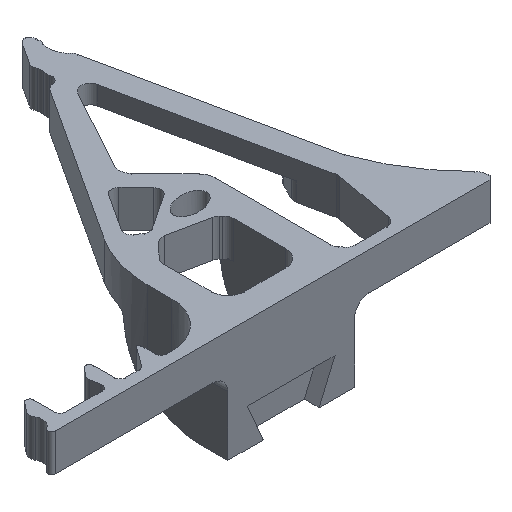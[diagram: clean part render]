
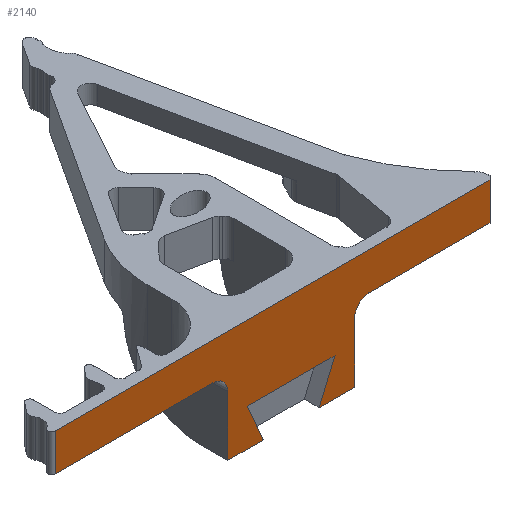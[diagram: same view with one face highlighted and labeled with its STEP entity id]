
A CAD part, isometric view. The second image highlights one B-rep face of the part: STEP entity #2140.
In plain terms, the highlighted planar face has unit normal (0, -1, 0).
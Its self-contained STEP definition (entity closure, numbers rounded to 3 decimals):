
#52=PLANE('',#2309);
#113=FACE_OUTER_BOUND('',#226,.T.);
#226=EDGE_LOOP('',(#1583,#1584,#1585,#1586,#1587,#1588,#1589,#1590,#1591,
#1592,#1593,#1594,#1595,#1596));
#339=LINE('',#3164,#548);
#354=LINE('',#3235,#563);
#360=LINE('',#3264,#569);
#387=LINE('',#3396,#596);
#403=LINE('',#3461,#612);
#406=LINE('',#3467,#615);
#409=LINE('',#3471,#618);
#410=LINE('',#3475,#619);
#411=LINE('',#3476,#620);
#412=LINE('',#3477,#621);
#413=LINE('',#3478,#622);
#414=LINE('',#3479,#623);
#548=VECTOR('',#2484,10.);
#563=VECTOR('',#2529,10.);
#569=VECTOR('',#2543,10.);
#596=VECTOR('',#2636,10.);
#612=VECTOR('',#2682,10.);
#615=VECTOR('',#2687,10.);
#618=VECTOR('',#2692,10.);
#619=VECTOR('',#2695,10.);
#620=VECTOR('',#2696,1.);
#621=VECTOR('',#2697,10.);
#622=VECTOR('',#2698,10.);
#623=VECTOR('',#2699,10.);
#750=CIRCLE('',#2244,4.);
#759=CIRCLE('',#2256,4.);
#862=VERTEX_POINT('',#3161);
#863=VERTEX_POINT('',#3163);
#870=VERTEX_POINT('',#3178);
#890=VERTEX_POINT('',#3233);
#893=VERTEX_POINT('',#3249);
#894=VERTEX_POINT('',#3251);
#899=VERTEX_POINT('',#3262);
#943=VERTEX_POINT('',#3395);
#970=VERTEX_POINT('',#3459);
#971=VERTEX_POINT('',#3460);
#972=VERTEX_POINT('',#3465);
#973=VERTEX_POINT('',#3466);
#974=VERTEX_POINT('',#3473);
#975=VERTEX_POINT('',#3474);
#1086=EDGE_CURVE('',#863,#862,#339,.T.);
#1094=EDGE_CURVE('',#870,#862,#750,.T.);
#1116=EDGE_CURVE('',#890,#870,#354,.T.);
#1119=EDGE_CURVE('',#893,#894,#759,.T.);
#1125=EDGE_CURVE('',#899,#893,#360,.T.);
#1180=EDGE_CURVE('',#894,#943,#387,.T.);
#1209=EDGE_CURVE('',#970,#971,#403,.T.);
#1212=EDGE_CURVE('',#972,#973,#406,.T.);
#1215=EDGE_CURVE('',#971,#972,#409,.T.);
#1216=EDGE_CURVE('',#974,#975,#410,.T.);
#1217=EDGE_CURVE('',#943,#974,#411,.T.);
#1218=EDGE_CURVE('',#899,#970,#412,.T.);
#1219=EDGE_CURVE('',#863,#973,#413,.T.);
#1220=EDGE_CURVE('',#975,#890,#414,.T.);
#1583=ORIENTED_EDGE('',*,*,#1216,.F.);
#1584=ORIENTED_EDGE('',*,*,#1217,.F.);
#1585=ORIENTED_EDGE('',*,*,#1180,.F.);
#1586=ORIENTED_EDGE('',*,*,#1119,.F.);
#1587=ORIENTED_EDGE('',*,*,#1125,.F.);
#1588=ORIENTED_EDGE('',*,*,#1218,.T.);
#1589=ORIENTED_EDGE('',*,*,#1209,.T.);
#1590=ORIENTED_EDGE('',*,*,#1215,.T.);
#1591=ORIENTED_EDGE('',*,*,#1212,.T.);
#1592=ORIENTED_EDGE('',*,*,#1219,.F.);
#1593=ORIENTED_EDGE('',*,*,#1086,.T.);
#1594=ORIENTED_EDGE('',*,*,#1094,.F.);
#1595=ORIENTED_EDGE('',*,*,#1116,.F.);
#1596=ORIENTED_EDGE('',*,*,#1220,.F.);
#2140=ADVANCED_FACE('',(#113),#52,.T.);
#2244=AXIS2_PLACEMENT_3D('',#3180,#2497,#2498);
#2256=AXIS2_PLACEMENT_3D('',#3252,#2533,#2534);
#2309=AXIS2_PLACEMENT_3D('',#3472,#2693,#2694);
#2484=DIRECTION('',(0.,0.,1.));
#2497=DIRECTION('center_axis',(0.,-1.,0.));
#2498=DIRECTION('ref_axis',(-0.707,0.,0.707));
#2529=DIRECTION('',(-1.,0.,0.));
#2533=DIRECTION('center_axis',(0.,-1.,0.));
#2534=DIRECTION('ref_axis',(0.707,0.,0.707));
#2543=DIRECTION('',(0.,0.,1.));
#2636=DIRECTION('',(-1.,0.,0.));
#2682=DIRECTION('',(-0.392,0.,0.92));
#2687=DIRECTION('',(-0.392,0.,-0.92));
#2692=DIRECTION('',(1.,0.,0.));
#2693=DIRECTION('center_axis',(0.,-1.,0.));
#2694=DIRECTION('ref_axis',(1.,0.,0.));
#2695=DIRECTION('',(1.,0.,0.));
#2696=DIRECTION('',(0.,0.,1.));
#2697=DIRECTION('',(1.,0.,0.));
#2698=DIRECTION('',(-1.,0.,0.));
#2699=DIRECTION('',(0.,0.,-1.));
#3161=CARTESIAN_POINT('',(72.,-3.,-4.));
#3163=CARTESIAN_POINT('',(72.,-3.,-20.));
#3164=CARTESIAN_POINT('',(72.,-3.,-20.));
#3178=CARTESIAN_POINT('',(76.,-3.,0.));
#3180=CARTESIAN_POINT('Origin',(76.,-3.,-4.));
#3233=CARTESIAN_POINT('',(108.368,-3.,0.));
#3235=CARTESIAN_POINT('',(100.,-3.,0.));
#3249=CARTESIAN_POINT('',(38.,-3.,-4.));
#3251=CARTESIAN_POINT('',(34.,-3.,0.));
#3252=CARTESIAN_POINT('Origin',(34.,-3.,-4.));
#3262=CARTESIAN_POINT('',(38.,-3.,-20.));
#3264=CARTESIAN_POINT('',(38.,-3.,-20.));
#3395=CARTESIAN_POINT('',(-8.281,-3.,0.));
#3396=CARTESIAN_POINT('',(100.,-3.,0.));
#3459=CARTESIAN_POINT('',(47.5,-3.,-20.));
#3460=CARTESIAN_POINT('',(43.233,-3.,-10.));
#3461=CARTESIAN_POINT('',(40.232,-3.,-2.967));
#3465=CARTESIAN_POINT('',(66.767,-3.,-10.));
#3466=CARTESIAN_POINT('',(62.5,-3.,-20.));
#3467=CARTESIAN_POINT('',(63.43,-3.,-17.821));
#3471=CARTESIAN_POINT('',(21.616,-3.,-10.));
#3472=CARTESIAN_POINT('Origin',(0.,-3.,0.));
#3473=CARTESIAN_POINT('',(-8.281,-3.,10.));
#3474=CARTESIAN_POINT('',(108.368,-3.,10.));
#3475=CARTESIAN_POINT('',(0.,-3.,10.));
#3476=CARTESIAN_POINT('',(-8.281,-3.,10.));
#3477=CARTESIAN_POINT('',(40.,-3.,-20.));
#3478=CARTESIAN_POINT('',(72.,-3.,-20.));
#3479=CARTESIAN_POINT('',(108.368,-3.,0.));
